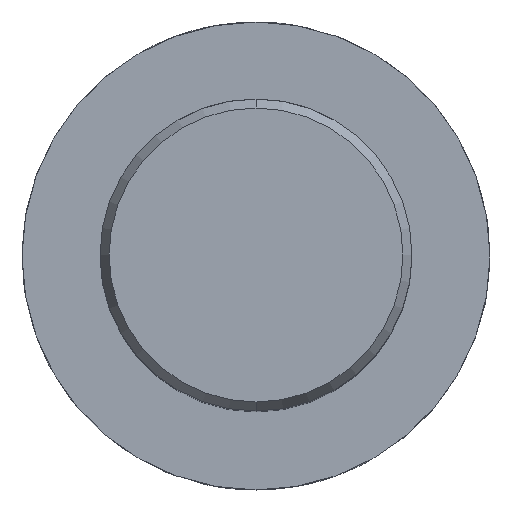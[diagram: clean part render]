
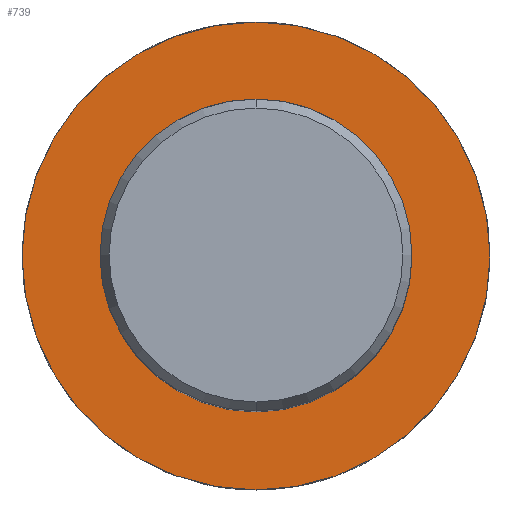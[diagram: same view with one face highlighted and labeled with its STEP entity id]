
A CAD part, top view. The second image highlights one B-rep face of the part: STEP entity #739.
In plain terms, the highlighted planar face has unit normal (0, 0, 1).
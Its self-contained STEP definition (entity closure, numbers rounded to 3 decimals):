
#477=VERTEX_POINT('',#1307);
#589=VERTEX_POINT('',#1430);
#653=EDGE_CURVE('',#839,#477,#1498,.T.);
#739=ADVANCED_FACE('',(#1595,#1596),#1597,.T.);
#761=EDGE_CURVE('',#589,#1151,#1619,.T.);
#839=VERTEX_POINT('',#1705);
#1147=EDGE_CURVE('',#1151,#589,#2042,.T.);
#1151=VERTEX_POINT('',#2046);
#1167=EDGE_CURVE('',#477,#839,#2063,.T.);
#1307=CARTESIAN_POINT('',(0.,-30.0,-70.0));
#1430=CARTESIAN_POINT('',(0.0,20.0,-70.0));
#1498=CIRCLE('',#3091,30.0);
#1595=FACE_BOUND('',#3582,.T.);
#1596=FACE_OUTER_BOUND('',#3583,.T.);
#1597=PLANE('',#3584);
#1619=CIRCLE('',#3700,20.0);
#1705=CARTESIAN_POINT('',(0.0,30.0,-70.0));
#2042=CIRCLE('',#5437,20.0);
#2046=CARTESIAN_POINT('',(0.,-20.0,-70.0));
#2063=CIRCLE('',#5463,30.0);
#3091=AXIS2_PLACEMENT_3D('',#5924,#5925,#5926);
#3582=EDGE_LOOP('',(#6069,#6070));
#3583=EDGE_LOOP('',(#6071,#6072));
#3584=AXIS2_PLACEMENT_3D('',#6073,#6074,#6075);
#3700=AXIS2_PLACEMENT_3D('',#6083,#6084,#6085);
#5437=AXIS2_PLACEMENT_3D('',#6599,#6600,#6601);
#5463=AXIS2_PLACEMENT_3D('',#6617,#6618,#6619);
#5924=CARTESIAN_POINT('',(0.0,0.0,-70.0));
#5925=DIRECTION('',(0.0,0.0,-1.0));
#5926=DIRECTION('',(0.0,1.0,0.0));
#6069=ORIENTED_EDGE('',*,*,#761,.T.);
#6070=ORIENTED_EDGE('',*,*,#1147,.T.);
#6071=ORIENTED_EDGE('',*,*,#653,.F.);
#6072=ORIENTED_EDGE('',*,*,#1167,.F.);
#6073=CARTESIAN_POINT('',(0.0,15.0,-70.0));
#6074=DIRECTION('',(-0.0,0.0,1.0));
#6075=DIRECTION('',(0.0,-1.0,0.0));
#6083=CARTESIAN_POINT('',(0.0,0.0,-70.0));
#6084=DIRECTION('',(-0.0,0.0,-1.0));
#6085=DIRECTION('',(0.0,1.0,0.0));
#6599=CARTESIAN_POINT('',(0.0,0.0,-70.0));
#6600=DIRECTION('',(-0.0,0.0,-1.0));
#6601=DIRECTION('',(0.0,1.0,0.0));
#6617=CARTESIAN_POINT('',(0.0,0.0,-70.0));
#6618=DIRECTION('',(0.0,0.0,-1.0));
#6619=DIRECTION('',(0.0,1.0,0.0));
